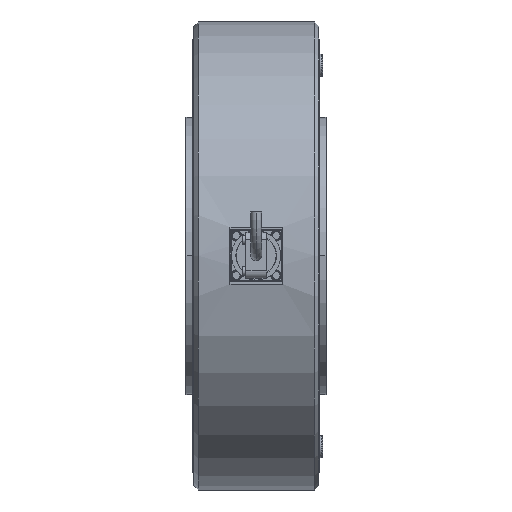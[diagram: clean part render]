
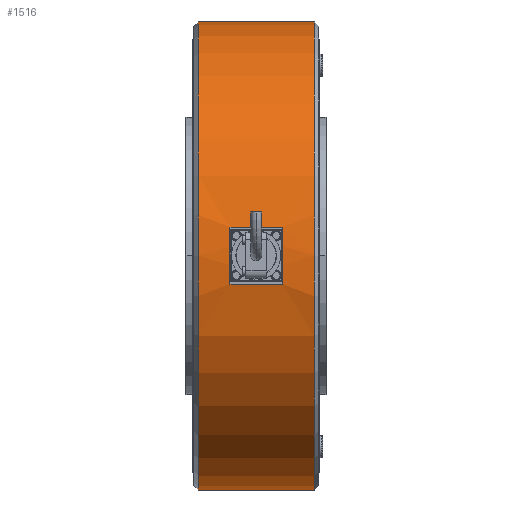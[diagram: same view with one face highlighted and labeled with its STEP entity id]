
A CAD part, top view. The second image highlights one B-rep face of the part: STEP entity #1516.
In plain terms, the highlighted cylindrical face has radius 135 mm (diameter 270 mm), a partial arc.
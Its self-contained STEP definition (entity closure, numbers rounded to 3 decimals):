
#406=CARTESIAN_POINT('',(-33.5,-135.0,0.0));
#407=VERTEX_POINT('',#406);
#423=CARTESIAN_POINT('',(-33.5,135.0,0.));
#424=VERTEX_POINT('',#423);
#446=CARTESIAN_POINT('',(33.5,-135.0,0.0));
#447=VERTEX_POINT('',#446);
#448=CARTESIAN_POINT('',(-33.5,-135.0,0.0));
#449=DIRECTION('',(1.0,0.0,0.0));
#450=VECTOR('',#449,67.0);
#451=LINE('',#448,#450);
#452=EDGE_CURVE('',#407,#447,#451,.T.);
#455=CARTESIAN_POINT('',(33.5,135.0,0.));
#456=VERTEX_POINT('',#455);
#457=CARTESIAN_POINT('',(-33.5,135.0,0.));
#458=DIRECTION('',(1.0,0.0,0.0));
#459=VECTOR('',#458,67.0);
#460=LINE('',#457,#459);
#461=EDGE_CURVE('',#424,#456,#460,.T.);
#1204=CARTESIAN_POINT('',(15.1,16.401,134.0));
#1205=VERTEX_POINT('',#1204);
#1206=CARTESIAN_POINT('',(15.1,-16.401,134.0));
#1207=VERTEX_POINT('',#1206);
#1208=CARTESIAN_POINT('',(15.1,0.0,0.0));
#1209=DIRECTION('',(1.0,0.0,0.0));
#1210=DIRECTION('',(0.0,-1.0,0.0));
#1211=AXIS2_PLACEMENT_3D('',#1208,#1209,#1210);
#1212=CIRCLE('',#1211,135.0);
#1213=EDGE_CURVE('',#1205,#1207,#1212,.T.);
#1229=CARTESIAN_POINT('',(-15.1,16.401,134.0));
#1230=VERTEX_POINT('',#1229);
#1231=CARTESIAN_POINT('',(-15.1,16.401,134.0));
#1232=DIRECTION('',(1.0,0.0,0.0));
#1233=VECTOR('',#1232,30.2);
#1234=LINE('',#1231,#1233);
#1235=EDGE_CURVE('',#1230,#1205,#1234,.T.);
#1237=CARTESIAN_POINT('',(-15.1,-16.401,134.0));
#1238=VERTEX_POINT('',#1237);
#1245=CARTESIAN_POINT('',(15.1,-16.401,134.0));
#1246=DIRECTION('',(-1.0,0.0,0.0));
#1247=VECTOR('',#1246,30.2);
#1248=LINE('',#1245,#1247);
#1249=EDGE_CURVE('',#1207,#1238,#1248,.T.);
#1276=CARTESIAN_POINT('',(-15.1,0.0,0.0));
#1277=DIRECTION('',(-1.0,0.0,0.0));
#1278=DIRECTION('',(0.0,-1.0,0.0));
#1279=AXIS2_PLACEMENT_3D('',#1276,#1277,#1278);
#1280=CIRCLE('',#1279,135.0);
#1281=EDGE_CURVE('',#1238,#1230,#1280,.T.);
#1483=CARTESIAN_POINT('',(33.5,0.0,0.0));
#1484=DIRECTION('',(-1.0,0.0,0.0));
#1485=DIRECTION('',(0.0,-1.0,0.0));
#1486=AXIS2_PLACEMENT_3D('',#1483,#1484,#1485);
#1487=CIRCLE('',#1486,135.0);
#1488=EDGE_CURVE('',#447,#456,#1487,.T.);
#1493=CARTESIAN_POINT('',(0.0,0.0,0.0));
#1494=DIRECTION('',(-1.0,0.0,0.0));
#1495=DIRECTION('',(0.0,-1.0,0.0));
#1496=AXIS2_PLACEMENT_3D('',#1493,#1494,#1495);
#1497=CYLINDRICAL_SURFACE('',#1496,135.0);
#1498=ORIENTED_EDGE('',*,*,#452,.T.);
#1499=ORIENTED_EDGE('',*,*,#1488,.T.);
#1500=ORIENTED_EDGE('',*,*,#461,.F.);
#1501=CARTESIAN_POINT('',(-33.5,0.0,0.0));
#1502=DIRECTION('',(-1.0,0.0,0.0));
#1503=DIRECTION('',(0.0,-1.0,0.0));
#1504=AXIS2_PLACEMENT_3D('',#1501,#1502,#1503);
#1505=CIRCLE('',#1504,135.0);
#1506=EDGE_CURVE('',#407,#424,#1505,.T.);
#1507=ORIENTED_EDGE('',*,*,#1506,.F.);
#1508=EDGE_LOOP('',(#1498,#1499,#1500,#1507));
#1509=FACE_OUTER_BOUND('',#1508,.T.);
#1510=ORIENTED_EDGE('',*,*,#1249,.T.);
#1511=ORIENTED_EDGE('',*,*,#1281,.T.);
#1512=ORIENTED_EDGE('',*,*,#1235,.T.);
#1513=ORIENTED_EDGE('',*,*,#1213,.T.);
#1514=EDGE_LOOP('',(#1510,#1511,#1512,#1513));
#1515=FACE_BOUND('',#1514,.T.);
#1516=ADVANCED_FACE('',(#1509,#1515),#1497,.T.);
